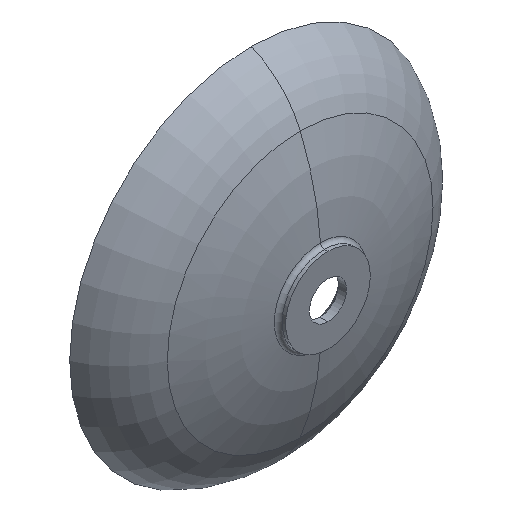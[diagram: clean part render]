
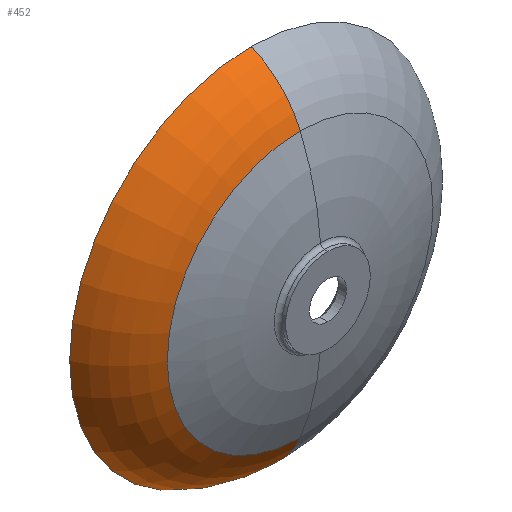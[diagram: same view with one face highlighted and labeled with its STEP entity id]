
A CAD part, isometric view. The second image highlights one B-rep face of the part: STEP entity #452.
In plain terms, the highlighted toroidal (fillet/blend) face has major radius 121.91 mm and minor radius 111.45 mm.
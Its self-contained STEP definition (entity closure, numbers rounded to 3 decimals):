
#12 = DIRECTION ( 'NONE',  ( 0., 0., 1. ) ) ;
#49 = EDGE_LOOP ( 'NONE', ( #232, #177, #95, #538 ) ) ;
#56 = DIRECTION ( 'NONE',  ( 0., 1., 0. ) ) ;
#71 = EDGE_CURVE ( 'NONE', #429, #230, #428, .T. ) ;
#89 = AXIS2_PLACEMENT_3D ( 'NONE', #201, #402, #218 ) ;
#95 = ORIENTED_EDGE ( 'NONE', *, *, #360, .T. ) ;
#117 = CARTESIAN_POINT ( 'NONE',  ( 0., -60.574, 0. ) ) ;
#158 = DIRECTION ( 'NONE',  ( 0., 0., 1. ) ) ;
#167 = DIRECTION ( 'NONE',  ( -1., 0., 0. ) ) ;
#177 = ORIENTED_EDGE ( 'NONE', *, *, #500, .T. ) ;
#178 = CARTESIAN_POINT ( 'NONE',  ( 0., 0., 225. ) ) ;
#179 = FACE_OUTER_BOUND ( 'NONE', #49, .T. ) ;
#186 = AXIS2_PLACEMENT_3D ( 'NONE', #188, #56, #158 ) ;
#187 = DIRECTION ( 'NONE',  ( 0., 0., 1. ) ) ;
#188 = CARTESIAN_POINT ( 'NONE',  ( 0., 0., 0. ) ) ;
#201 = CARTESIAN_POINT ( 'NONE',  ( 0., 42.349, 0. ) ) ;
#218 = DIRECTION ( 'NONE',  ( 0., 0., 1. ) ) ;
#220 = CARTESIAN_POINT ( 'NONE',  ( 0., -60.574, 164.664 ) ) ;
#230 = VERTEX_POINT ( 'NONE', #235 ) ;
#232 = ORIENTED_EDGE ( 'NONE', *, *, #71, .F. ) ;
#235 = CARTESIAN_POINT ( 'NONE',  ( 0., 0., -225. ) ) ;
#261 = DIRECTION ( 'NONE',  ( 0., 1., 0. ) ) ;
#304 = EDGE_CURVE ( 'NONE', #230, #472, #435, .T. ) ;
#326 = AXIS2_PLACEMENT_3D ( 'NONE', #525, #167, #12 ) ;
#327 = CIRCLE ( 'NONE', #450, 164.664 ) ;
#357 = VERTEX_POINT ( 'NONE', #220 ) ;
#360 = EDGE_CURVE ( 'NONE', #357, #472, #365, .T. ) ;
#365 = CIRCLE ( 'NONE', #326, 111.45 ) ;
#394 = AXIS2_PLACEMENT_3D ( 'NONE', #411, #420, #417 ) ;
#402 = DIRECTION ( 'NONE',  ( 0., 1., 0. ) ) ;
#409 = CARTESIAN_POINT ( 'NONE',  ( 0., -60.574, -164.664 ) ) ;
#411 = CARTESIAN_POINT ( 'NONE',  ( 0., 42.349, -121.91 ) ) ;
#417 = DIRECTION ( 'NONE',  ( 0., 0., -1. ) ) ;
#420 = DIRECTION ( 'NONE',  ( 1., 0., 0. ) ) ;
#428 = CIRCLE ( 'NONE', #394, 111.45 ) ;
#429 = VERTEX_POINT ( 'NONE', #409 ) ;
#435 = CIRCLE ( 'NONE', #186, 225. ) ;
#450 = AXIS2_PLACEMENT_3D ( 'NONE', #117, #261, #187 ) ;
#452 = ADVANCED_FACE ( 'NONE', ( #179 ), #512, .T. ) ;
#472 = VERTEX_POINT ( 'NONE', #178 ) ;
#500 = EDGE_CURVE ( 'NONE', #429, #357, #327, .T. ) ;
#512 = TOROIDAL_SURFACE ( 'NONE', #89, 121.91, 111.45 ) ;
#525 = CARTESIAN_POINT ( 'NONE',  ( 0., 42.349, 121.91 ) ) ;
#538 = ORIENTED_EDGE ( 'NONE', *, *, #304, .F. ) ;
